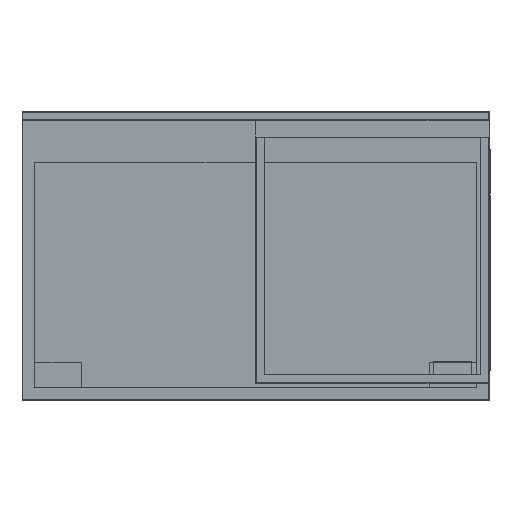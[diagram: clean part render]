
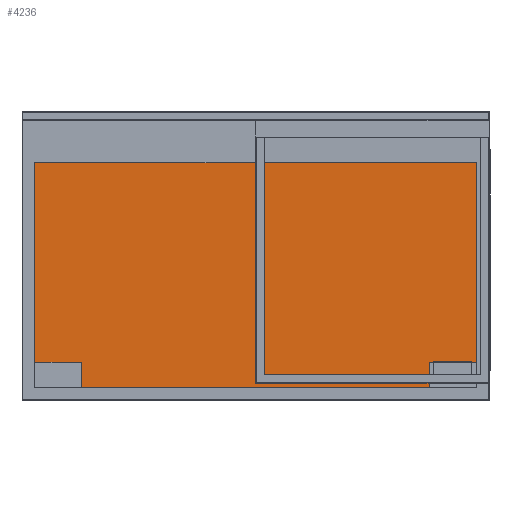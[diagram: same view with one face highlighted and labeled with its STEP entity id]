
A CAD part, front view. The second image highlights one B-rep face of the part: STEP entity #4236.
In plain terms, the highlighted planar face has unit normal (0, -1, 0).
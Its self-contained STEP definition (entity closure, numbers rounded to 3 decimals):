
#79 = ORIENTED_EDGE ( 'NONE', *, *, #1858, .T. ) ;
#99 = CARTESIAN_POINT ( 'NONE',  ( -520., 0.8, -630. ) ) ;
#158 = CARTESIAN_POINT ( 'NONE',  ( 520., 0.8, -570. ) ) ;
#373 = ORIENTED_EDGE ( 'NONE', *, *, #11403, .F. ) ;
#505 = DIRECTION ( 'NONE',  ( -1., 0., 0. ) ) ;
#633 = LINE ( 'NONE', #6342, #6621 ) ;
#780 = CARTESIAN_POINT ( 'NONE',  ( 0., 0.8, 0. ) ) ;
#846 = DIRECTION ( 'NONE',  ( 0., 1., 0. ) ) ;
#1408 = CARTESIAN_POINT ( 'NONE',  ( 520., 0.8, -570. ) ) ;
#1449 = CARTESIAN_POINT ( 'NONE',  ( -520., 0.8, -570. ) ) ;
#1628 = EDGE_CURVE ( 'NONE', #6253, #7848, #4613, .T. ) ;
#1816 = FACE_OUTER_BOUND ( 'NONE', #4916, .T. ) ;
#1823 = ORIENTED_EDGE ( 'NONE', *, *, #5800, .F. ) ;
#1858 = EDGE_CURVE ( 'NONE', #7601, #9005, #9774, .T. ) ;
#1870 = VECTOR ( 'NONE', #4016, 1000. ) ;
#2000 = ORIENTED_EDGE ( 'NONE', *, *, #4473, .F. ) ;
#2312 = DIRECTION ( 'NONE',  ( 0., 0., 1. ) ) ;
#3951 = VERTEX_POINT ( 'NONE', #158 ) ;
#4016 = DIRECTION ( 'NONE',  ( 0., 0., -1. ) ) ;
#4236 = ADVANCED_FACE ( 'NONE', ( #1816 ), #10646, .F. ) ;
#4317 = LINE ( 'NONE', #1408, #9845 ) ;
#4407 = CARTESIAN_POINT ( 'NONE',  ( 410., 0.8, -630. ) ) ;
#4473 = EDGE_CURVE ( 'NONE', #5998, #7848, #10304, .T. ) ;
#4568 = VECTOR ( 'NONE', #2312, 1000. ) ;
#4613 = LINE ( 'NONE', #9453, #5048 ) ;
#4916 = EDGE_LOOP ( 'NONE', ( #7105, #12643, #2000, #1823, #8646, #79, #5185, #373 ) ) ;
#5048 = VECTOR ( 'NONE', #11310, 1000. ) ;
#5185 = ORIENTED_EDGE ( 'NONE', *, *, #9231, .T. ) ;
#5403 = CARTESIAN_POINT ( 'NONE',  ( -410., 0.8, -570. ) ) ;
#5740 = EDGE_CURVE ( 'NONE', #6253, #8156, #12161, .T. ) ;
#5800 = EDGE_CURVE ( 'NONE', #3951, #5998, #4317, .T. ) ;
#5998 = VERTEX_POINT ( 'NONE', #6806 ) ;
#6253 = VERTEX_POINT ( 'NONE', #7508 ) ;
#6287 = DIRECTION ( 'NONE',  ( 0., 0., 1. ) ) ;
#6342 = CARTESIAN_POINT ( 'NONE',  ( -520., 0.8, -570. ) ) ;
#6621 = VECTOR ( 'NONE', #505, 1000. ) ;
#6703 = VECTOR ( 'NONE', #12282, 1000. ) ;
#6711 = VECTOR ( 'NONE', #10612, 1000. ) ;
#6806 = CARTESIAN_POINT ( 'NONE',  ( 410., 0.8, -570. ) ) ;
#7105 = ORIENTED_EDGE ( 'NONE', *, *, #5740, .F. ) ;
#7137 = CARTESIAN_POINT ( 'NONE',  ( 410., 0.8, -630. ) ) ;
#7140 = CARTESIAN_POINT ( 'NONE',  ( -410., 0.8, -630. ) ) ;
#7325 = DIRECTION ( 'NONE',  ( -1., 0., 0. ) ) ;
#7508 = CARTESIAN_POINT ( 'NONE',  ( -410., 0.8, -630. ) ) ;
#7569 = VECTOR ( 'NONE', #6287, 1000. ) ;
#7601 = VERTEX_POINT ( 'NONE', #9842 ) ;
#7848 = VERTEX_POINT ( 'NONE', #4407 ) ;
#7919 = VERTEX_POINT ( 'NONE', #1449 ) ;
#8156 = VERTEX_POINT ( 'NONE', #5403 ) ;
#8646 = ORIENTED_EDGE ( 'NONE', *, *, #11307, .T. ) ;
#9005 = VERTEX_POINT ( 'NONE', #11679 ) ;
#9231 = EDGE_CURVE ( 'NONE', #9005, #7919, #11993, .T. ) ;
#9453 = CARTESIAN_POINT ( 'NONE',  ( -520., 0.8, -630. ) ) ;
#9715 = CARTESIAN_POINT ( 'NONE',  ( -520., 0.8, -101. ) ) ;
#9774 = LINE ( 'NONE', #9715, #6711 ) ;
#9842 = CARTESIAN_POINT ( 'NONE',  ( 520., 0.8, -101. ) ) ;
#9845 = VECTOR ( 'NONE', #7325, 1000. ) ;
#10304 = LINE ( 'NONE', #7137, #6703 ) ;
#10612 = DIRECTION ( 'NONE',  ( -1., 0., 0. ) ) ;
#10646 = PLANE ( 'NONE',  #11448 ) ;
#11135 = CARTESIAN_POINT ( 'NONE',  ( 520., 0.8, -630. ) ) ;
#11307 = EDGE_CURVE ( 'NONE', #3951, #7601, #12023, .T. ) ;
#11310 = DIRECTION ( 'NONE',  ( 1., 0., 0. ) ) ;
#11403 = EDGE_CURVE ( 'NONE', #8156, #7919, #633, .T. ) ;
#11448 = AXIS2_PLACEMENT_3D ( 'NONE', #780, #846, #12558 ) ;
#11679 = CARTESIAN_POINT ( 'NONE',  ( -520., 0.8, -101. ) ) ;
#11993 = LINE ( 'NONE', #99, #1870 ) ;
#12023 = LINE ( 'NONE', #11135, #4568 ) ;
#12161 = LINE ( 'NONE', #7140, #7569 ) ;
#12282 = DIRECTION ( 'NONE',  ( 0., 0., -1. ) ) ;
#12558 = DIRECTION ( 'NONE',  ( 0., 0., 1. ) ) ;
#12643 = ORIENTED_EDGE ( 'NONE', *, *, #1628, .T. ) ;
